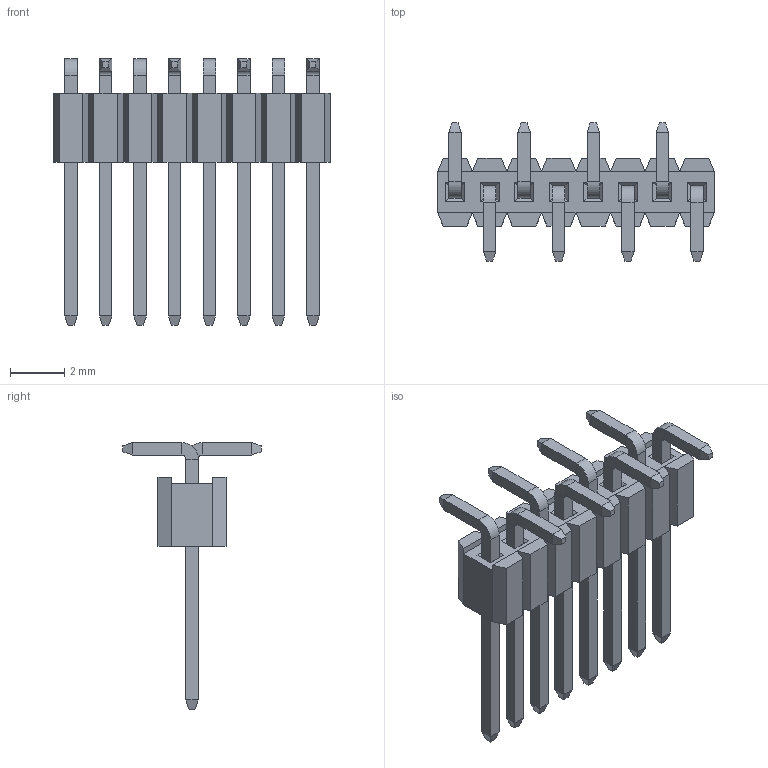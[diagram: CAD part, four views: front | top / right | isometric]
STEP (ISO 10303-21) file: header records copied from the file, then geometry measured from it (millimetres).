
FILE_DESCRIPTION(/* description */ (''),/* implementation_level */ '2;1');
FILE_NAME(/* name */ '7060-008-12-20-xx.stp',/* time_stamp */ '2017-06-01T12:51:22+02:00',/* author */ ('andreas.larin'),/* organization */ (''),/* preprocessor_version */ 'ST-DEVELOPER v15.6',/* originating_system */ 'Autodesk Inventor 2015',/* authorisation */ '');
FILE_SCHEMA (('AUTOMOTIVE_DESIGN { 1 0 10303 214 3 1 1 }'));
Length unit declared in the file: centimetre
Products named in the file (1): 7060-008-12-20-xx
Bounding box: 10.16 x 5.08 x 9.81 mm (x, y, z)
Volume: 72.5 mm3; surface area: 278.2 mm2
Topology: 1 solids, 1 shells, 296 faces, 674 edges, 396 vertices
Faces by surface type: plane 280, cylinder 16
Entity records: 7974 total; most frequent: CARTESIAN_POINT 1367, ORIENTED_EDGE 1348, DIRECTION 1300, EDGE_CURVE 674, LINE 642, VECTOR 642, VERTEX_POINT 396, AXIS2_PLACEMENT_3D 329
